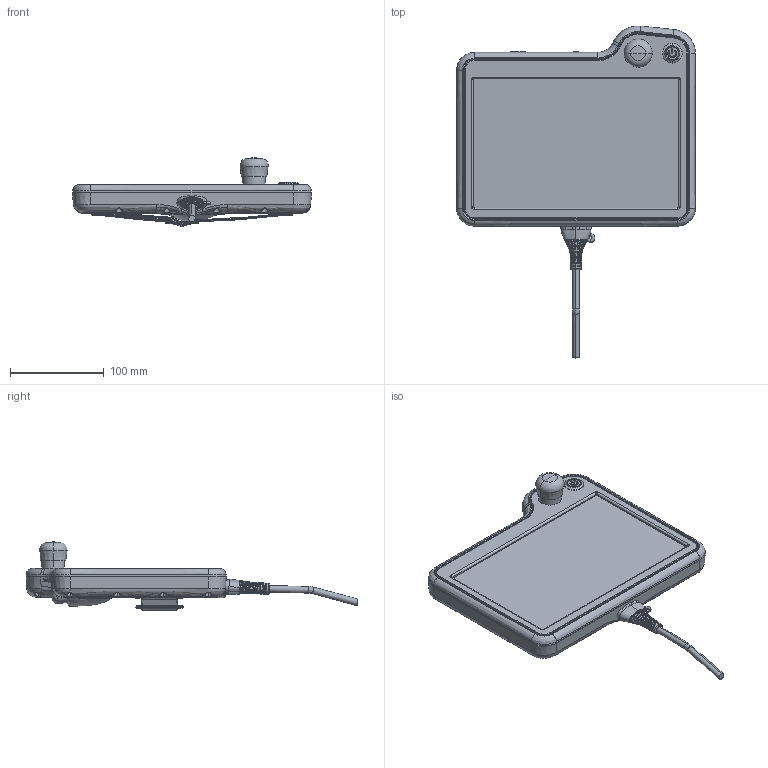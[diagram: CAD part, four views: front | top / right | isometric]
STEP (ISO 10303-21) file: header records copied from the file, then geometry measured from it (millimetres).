
FILE_DESCRIPTION (( 'STEP AP214' ), '1' );
FILE_NAME ('示教器外发模型-20230228.STEP', '2023-02-28T08:56:55', ( '个人用户' ), ( '微软中国' ), 'SwSTEP 2.0', 'SolidWorks 2018', '' );
FILE_SCHEMA (( 'AUTOMOTIVE_DESIGN' ));
Length unit declared in the file: millimetre
Products named in the file (1): 尨諒ん俋楷耀倰-20230228
Bounding box: 254 x 353.26 x 72.55 mm (x, y, z)
Volume: 1440531.5 mm3; surface area: 169773.3 mm2
Topology: 2 solids, 7 shells, 2174 faces, 5573 edges, 3419 vertices
Faces by surface type: plane 713, bspline 637, cylinder 593, torus 101, cone 80, sphere 50
Entity records: 122545 total; most frequent: CARTESIAN_POINT 71772, ORIENTED_EDGE 11092, DIRECTION 8689, EDGE_CURVE 5546, VERTEX_POINT 3419, AXIS2_PLACEMENT_3D 3283, EDGE_LOOP 2271, ADVANCED_FACE 2174
